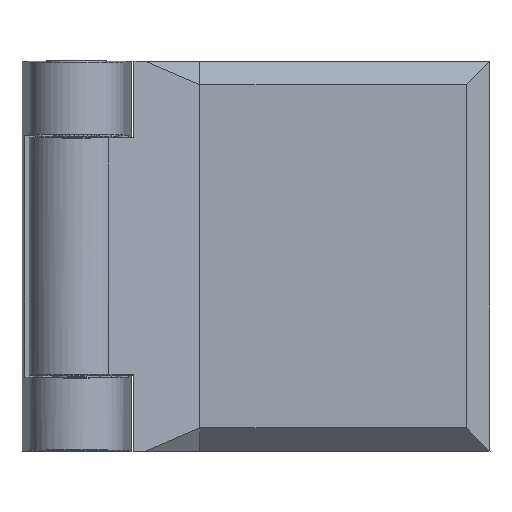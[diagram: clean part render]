
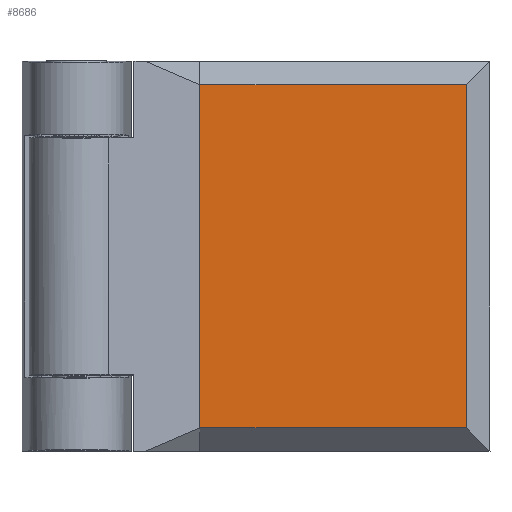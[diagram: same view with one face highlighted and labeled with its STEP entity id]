
A CAD part, top view. The second image highlights one B-rep face of the part: STEP entity #8686.
In plain terms, the highlighted planar face has unit normal (0, 0, 1).
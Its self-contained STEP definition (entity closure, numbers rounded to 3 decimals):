
#244 = VECTOR ( 'NONE', #5465, 1000. ) ;
#376 = LINE ( 'NONE', #11977, #6131 ) ;
#561 = CARTESIAN_POINT ( 'NONE',  ( 52.761, -17.231, 4.5 ) ) ;
#1079 = LINE ( 'NONE', #11612, #244 ) ;
#1332 = VERTEX_POINT ( 'NONE', #5004 ) ;
#1655 = ORIENTED_EDGE ( 'NONE', *, *, #2862, .T. ) ;
#2465 = CARTESIAN_POINT ( 'NONE',  ( 52.761, -15.231, 4.5 ) ) ;
#2491 = DIRECTION ( 'NONE',  ( 1., 0., 0. ) ) ;
#2862 = EDGE_CURVE ( 'NONE', #13319, #4923, #7787, .T. ) ;
#2895 = ORIENTED_EDGE ( 'NONE', *, *, #7112, .T. ) ;
#2936 = VERTEX_POINT ( 'NONE', #561 ) ;
#2966 = AXIS2_PLACEMENT_3D ( 'NONE', #3979, #12600, #6166 ) ;
#3979 = CARTESIAN_POINT ( 'NONE',  ( 31.943, -12.731, 4.5 ) ) ;
#4693 = VECTOR ( 'NONE', #13013, 1000. ) ;
#4898 = EDGE_LOOP ( 'NONE', ( #13448, #1655, #2895, #13298 ) ) ;
#4923 = VERTEX_POINT ( 'NONE', #9956 ) ;
#5004 = CARTESIAN_POINT ( 'NONE',  ( 52.761, 26.769, 4.5 ) ) ;
#5465 = DIRECTION ( 'NONE',  ( 1., 0., 0. ) ) ;
#6131 = VECTOR ( 'NONE', #2491, 1000. ) ;
#6166 = DIRECTION ( 'NONE',  ( 1., 0., 0. ) ) ;
#7112 = EDGE_CURVE ( 'NONE', #4923, #2936, #1079, .T. ) ;
#7787 = LINE ( 'NONE', #12089, #4693 ) ;
#8686 = ADVANCED_FACE ( 'NONE', ( #11399 ), #13659, .T. ) ;
#9043 = DIRECTION ( 'NONE',  ( 0., -1., 0. ) ) ;
#9795 = EDGE_CURVE ( 'NONE', #13319, #1332, #376, .T. ) ;
#9956 = CARTESIAN_POINT ( 'NONE',  ( 18.561, -17.231, 4.5 ) ) ;
#10467 = EDGE_CURVE ( 'NONE', #1332, #2936, #12351, .T. ) ;
#11399 = FACE_OUTER_BOUND ( 'NONE', #4898, .T. ) ;
#11534 = VECTOR ( 'NONE', #9043, 1000. ) ;
#11612 = CARTESIAN_POINT ( 'NONE',  ( 31.943, -17.231, 4.5 ) ) ;
#11977 = CARTESIAN_POINT ( 'NONE',  ( 55.861, 26.769, 4.5 ) ) ;
#12074 = CARTESIAN_POINT ( 'NONE',  ( 18.561, 26.769, 4.5 ) ) ;
#12089 = CARTESIAN_POINT ( 'NONE',  ( 18.561, -12.731, 4.5 ) ) ;
#12351 = LINE ( 'NONE', #2465, #11534 ) ;
#12600 = DIRECTION ( 'NONE',  ( 0., 0., 1. ) ) ;
#13013 = DIRECTION ( 'NONE',  ( 0., -1., 0. ) ) ;
#13298 = ORIENTED_EDGE ( 'NONE', *, *, #10467, .F. ) ;
#13319 = VERTEX_POINT ( 'NONE', #12074 ) ;
#13448 = ORIENTED_EDGE ( 'NONE', *, *, #9795, .F. ) ;
#13659 = PLANE ( 'NONE',  #2966 ) ;
